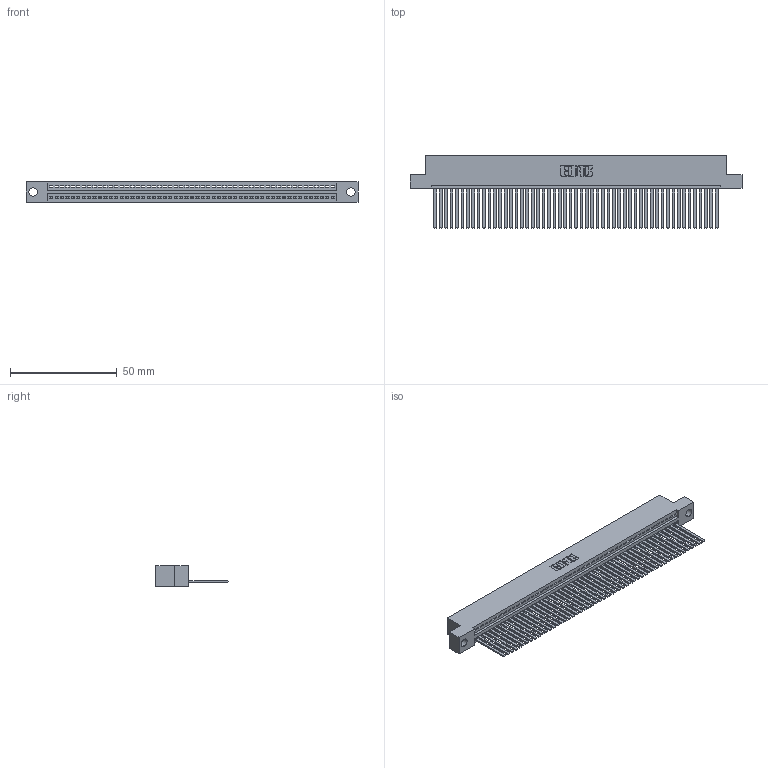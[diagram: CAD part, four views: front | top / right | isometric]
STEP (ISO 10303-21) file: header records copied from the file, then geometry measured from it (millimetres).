
FILE_DESCRIPTION (( 'STEP AP203' ), '1' );
FILE_NAME ('345-053-544-104.STEP', '2019-10-09T21:49:10', ( '' ), ( '' ), 'SwSTEP 2.0', 'SolidWorks 2016', '' );
FILE_SCHEMA (( 'CONFIG_CONTROL_DESIGN' ));
Length unit declared in the file: inch
Products named in the file (3): 345-053-544-104; 345-292-001_345-293-144; 345 Part_Flush Mounting Lugs - 0.156 Dia-TH
Assembly tree (54 placements, depth 2):
  345-053-544-104
    345 Part_Flush Mounting Lugs - 0.156 Dia-TH
    345-292-001_345-293-144  x53
Bounding box: 155.83 x 33.96 x 9.4 mm (x, y, z)
Volume: 15416.9 mm3; surface area: 22288.6 mm2
Topology: 54 solids, 54 shells, 2882 faces, 8715 edges, 5738 vertices
Faces by surface type: plane 1988, cylinder 894
Entity records: 38227 total; most frequent: CARTESIAN_POINT 6627, ORIENTED_EDGE 6614, DIRECTION 5769, EDGE_CURVE 3307, LINE 2967, VECTOR 2967, VERTEX_POINT 2202, AXIS2_PLACEMENT_3D 1401
